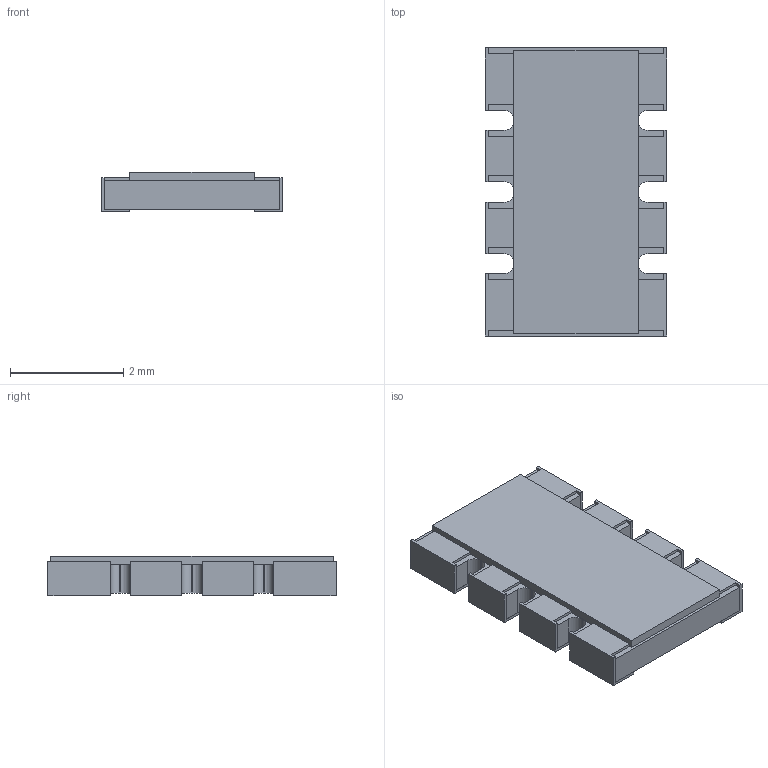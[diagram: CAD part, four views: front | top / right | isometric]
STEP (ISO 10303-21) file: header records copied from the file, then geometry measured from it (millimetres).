
FILE_DESCRIPTION(/* description */ (''),/* implementation_level */ '2;1');
FILE_NAME(/* name */ 'RN_YAGEO_YC324.stp',/* time_stamp */ '2017-05-29T10:15:02+02:00',/* author */ ('jchouvet'),/* organization */ (''),/* preprocessor_version */ 'ST-DEVELOPER v16.1',/* originating_system */ 'AutoCAD Mechanical',/* authorisation */ '');
FILE_SCHEMA (('AUTOMOTIVE_DESIGN { 1 0 10303 214 3 1 1 }'));
Length unit declared in the file: millimetre
Products named in the file (1): Product
Bounding box: 3.2 x 5.08 x 0.7 mm (x, y, z)
Volume: 9.6 mm3; surface area: 88.8 mm2
Topology: 10 solids, 10 shells, 144 faces, 372 edges, 248 vertices
Faces by surface type: plane 132, cylinder 12
Entity records: 4357 total; most frequent: CARTESIAN_POINT 765, ORIENTED_EDGE 744, DIRECTION 686, EDGE_CURVE 372, LINE 348, VECTOR 348, VERTEX_POINT 248, AXIS2_PLACEMENT_3D 169
